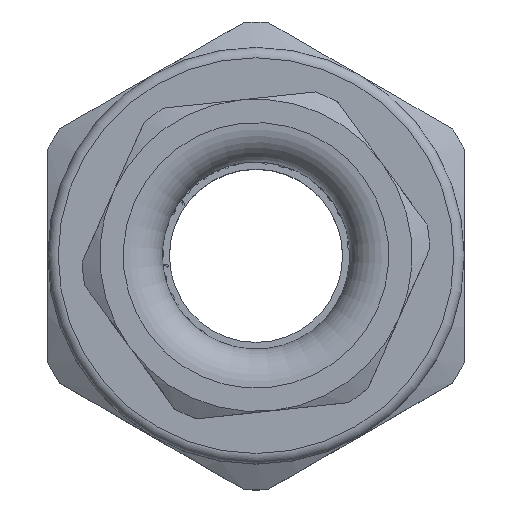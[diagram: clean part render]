
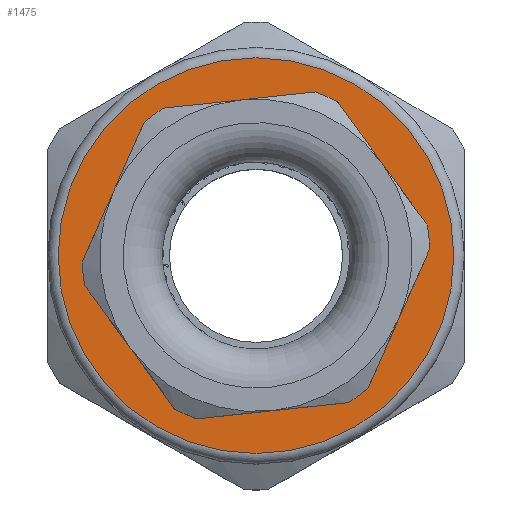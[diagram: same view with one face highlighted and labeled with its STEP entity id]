
A CAD part, top view. The second image highlights one B-rep face of the part: STEP entity #1475.
In plain terms, the highlighted planar face has unit normal (0, 0, 1).
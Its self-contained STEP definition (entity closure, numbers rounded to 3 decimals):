
#1448=CARTESIAN_POINT('',(0.,0.,33.));
#1449=DIRECTION('',(0.,0.,1.));
#1450=DIRECTION('',(1.,0.,0.));
#1451=AXIS2_PLACEMENT_3D('',#1448,#1449,#1450);
#1452=PLANE('',#1451);
#1453=CARTESIAN_POINT('',(11.5,-0.,33.));
#1454=VERTEX_POINT('',#1453);
#1455=CARTESIAN_POINT('',(0.,0.,33.));
#1456=DIRECTION('',(-0.,-0.,-1.));
#1457=DIRECTION('',(1.,0.,-0.));
#1458=AXIS2_PLACEMENT_3D('',#1455,#1456,#1457);
#1459=CIRCLE('',#1458,11.5);
#1460=EDGE_CURVE('',#1454,#1454,#1459,.T.);
#1461=ORIENTED_EDGE('',*,*,#1460,.T.);
#1462=EDGE_LOOP('',(#1461));
#1463=FACE_BOUND('',#1462,.T.);
#1464=CARTESIAN_POINT('',(15.2,-0.,33.));
#1465=VERTEX_POINT('',#1464);
#1466=CARTESIAN_POINT('',(0.,0.,33.));
#1467=DIRECTION('',(0.,0.,1.));
#1468=DIRECTION('',(1.,0.,-0.));
#1469=AXIS2_PLACEMENT_3D('',#1466,#1467,#1468);
#1470=CIRCLE('',#1469,15.2);
#1471=EDGE_CURVE('',#1465,#1465,#1470,.T.);
#1472=ORIENTED_EDGE('',*,*,#1471,.T.);
#1473=EDGE_LOOP('',(#1472));
#1474=FACE_BOUND('',#1473,.T.);
#1475=ADVANCED_FACE('',(#1463,#1474),#1452,.T.);
